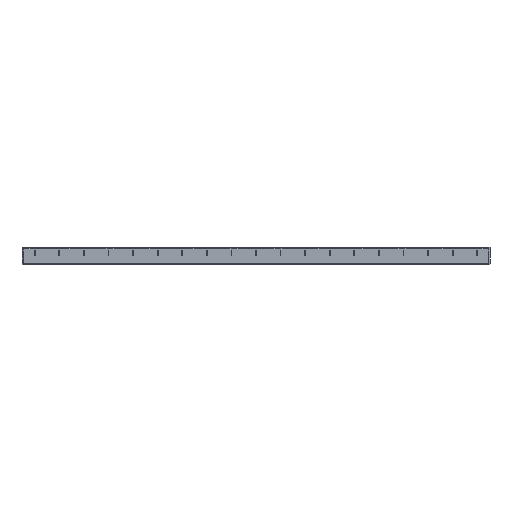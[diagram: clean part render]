
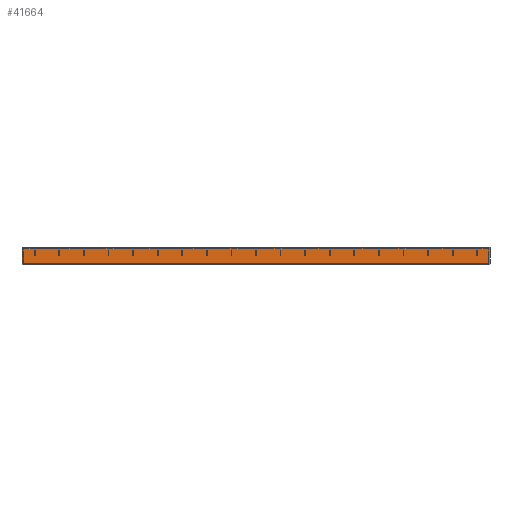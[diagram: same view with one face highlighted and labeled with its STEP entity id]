
A CAD part, top view. The second image highlights one B-rep face of the part: STEP entity #41664.
In plain terms, the highlighted planar face has unit normal (0, 0, 1).
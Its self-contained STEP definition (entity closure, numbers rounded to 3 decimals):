
#2952 = CARTESIAN_POINT ( 'NONE',  ( 0., 10., 0. ) ) ;
#5473 = VECTOR ( 'NONE', #81319, 1000. ) ;
#7510 = EDGE_CURVE ( 'NONE', #72008, #15218, #70747, .T. ) ;
#7619 = LINE ( 'NONE', #60543, #5473 ) ;
#7727 = CARTESIAN_POINT ( 'NONE',  ( 0., -10., 0. ) ) ;
#8156 = DIRECTION ( 'NONE',  ( 0., -1., 0. ) ) ;
#15218 = VERTEX_POINT ( 'NONE', #7727 ) ;
#20486 = VERTEX_POINT ( 'NONE', #2952 ) ;
#20814 = ORIENTED_EDGE ( 'NONE', *, *, #67904, .F. ) ;
#21604 = AXIS2_PLACEMENT_3D ( 'NONE', #23131, #70880, #57190 ) ;
#23131 = CARTESIAN_POINT ( 'NONE',  ( 590., 10., 0. ) ) ;
#30467 = ORIENTED_EDGE ( 'NONE', *, *, #59449, .F. ) ;
#33933 = CARTESIAN_POINT ( 'NONE',  ( 590., 10., 0. ) ) ;
#35583 = CARTESIAN_POINT ( 'NONE',  ( 0., -3.333, 0. ) ) ;
#38909 = VECTOR ( 'NONE', #44443, 1000. ) ;
#41664 = ADVANCED_FACE ( 'NONE', ( #72114 ), #71473, .F. ) ;
#42383 = CARTESIAN_POINT ( 'NONE',  ( 0., 3.333, 0. ) ) ;
#44002 = B_SPLINE_CURVE_WITH_KNOTS ( 'NONE', 3,
 ( #75920, #35583, #42383, #75341 ),
 .UNSPECIFIED., .F., .F.,
 ( 4, 4 ),
 ( 0., 1. ),
 .UNSPECIFIED. ) ;
#44443 = DIRECTION ( 'NONE',  ( -1., 0., 0. ) ) ;
#46664 = VECTOR ( 'NONE', #8156, 1000. ) ;
#48362 = EDGE_LOOP ( 'NONE', ( #58776, #20814, #76126, #30467 ) ) ;
#52994 = LINE ( 'NONE', #33933, #46664 ) ;
#57190 = DIRECTION ( 'NONE',  ( 0., 1., 0. ) ) ;
#58776 = ORIENTED_EDGE ( 'NONE', *, *, #76105, .T. ) ;
#59449 = EDGE_CURVE ( 'NONE', #80695, #72008, #52994, .T. ) ;
#60543 = CARTESIAN_POINT ( 'NONE',  ( 590., 10., 0. ) ) ;
#61889 = CARTESIAN_POINT ( 'NONE',  ( 590., 10., 0. ) ) ;
#67904 = EDGE_CURVE ( 'NONE', #15218, #20486, #44002, .T. ) ;
#68362 = CARTESIAN_POINT ( 'NONE',  ( 590., -10., 0. ) ) ;
#70747 = LINE ( 'NONE', #78831, #38909 ) ;
#70880 = DIRECTION ( 'NONE',  ( 0., 0., -1. ) ) ;
#71473 = PLANE ( 'NONE',  #21604 ) ;
#72008 = VERTEX_POINT ( 'NONE', #68362 ) ;
#72114 = FACE_OUTER_BOUND ( 'NONE', #48362, .T. ) ;
#75341 = CARTESIAN_POINT ( 'NONE',  ( 0., 10., 0. ) ) ;
#75920 = CARTESIAN_POINT ( 'NONE',  ( 0., -10., 0. ) ) ;
#76105 = EDGE_CURVE ( 'NONE', #80695, #20486, #7619, .T. ) ;
#76126 = ORIENTED_EDGE ( 'NONE', *, *, #7510, .F. ) ;
#78831 = CARTESIAN_POINT ( 'NONE',  ( 590., -10., 0. ) ) ;
#80695 = VERTEX_POINT ( 'NONE', #61889 ) ;
#81319 = DIRECTION ( 'NONE',  ( -1., 0., 0. ) ) ;
